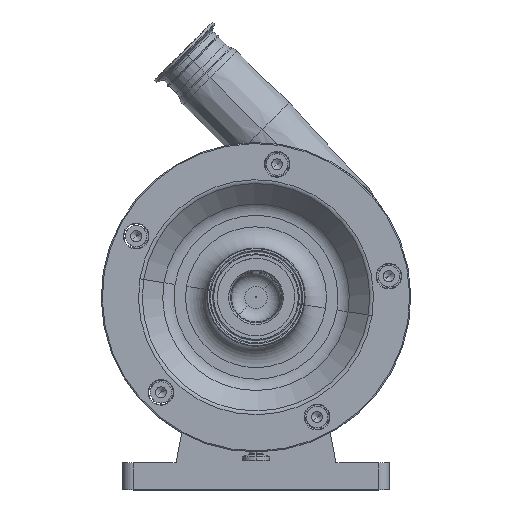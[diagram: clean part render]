
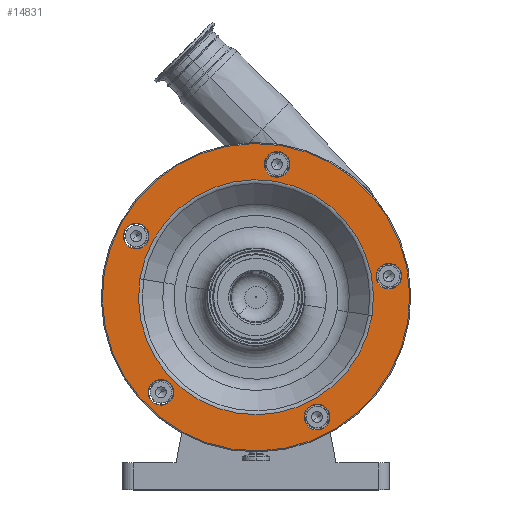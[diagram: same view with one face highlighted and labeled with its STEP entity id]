
A CAD part, top view. The second image highlights one B-rep face of the part: STEP entity #14831.
In plain terms, the highlighted planar face has unit normal (0, 0, 1).
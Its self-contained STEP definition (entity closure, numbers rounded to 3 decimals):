
#408 = EDGE_CURVE ( 'NONE', #3428, #5589, #17884, .T. ) ;
#671 = EDGE_CURVE ( 'NONE', #6624, #1417, #12729, .T. ) ;
#698 = CARTESIAN_POINT ( 'NONE',  ( 0., 180., 220. ) ) ;
#724 = EDGE_CURVE ( 'NONE', #8356, #14834, #8856, .T. ) ;
#781 = CARTESIAN_POINT ( 'NONE',  ( 57.203, 67.733, 220. ) ) ;
#913 = ORIENTED_EDGE ( 'NONE', *, *, #724, .F. ) ;
#995 = ORIENTED_EDGE ( 'NONE', *, *, #16790, .T. ) ;
#1097 = CARTESIAN_POINT ( 'NONE',  ( 124.449, 199.711, 220. ) ) ;
#1417 = VERTEX_POINT ( 'NONE', #17783 ) ;
#1473 = VERTEX_POINT ( 'NONE', #4275 ) ;
#1575 = EDGE_CURVE ( 'NONE', #16116, #17253, #13369, .T. ) ;
#1704 = CIRCLE ( 'NONE', #15783, 144. ) ;
#2043 = DIRECTION ( 'NONE',  ( 0., 0., 1. ) ) ;
#2180 = CARTESIAN_POINT ( 'NONE',  ( -100.948, 92.782, 220. ) ) ;
#2190 = EDGE_LOOP ( 'NONE', ( #12978, #18274 ) ) ;
#2503 = EDGE_LOOP ( 'NONE', ( #18370, #11187 ) ) ;
#2519 = FACE_BOUND ( 'NONE', #2503, .T. ) ;
#2610 = FACE_BOUND ( 'NONE', #2190, .T. ) ;
#2705 = FACE_OUTER_BOUND ( 'NONE', #10328, .T. ) ;
#3145 = CARTESIAN_POINT ( 'NONE',  ( -112.267, 237.203, 220. ) ) ;
#3428 = VERTEX_POINT ( 'NONE', #15897 ) ;
#3640 = DIRECTION ( 'NONE',  ( 0., 0., 1. ) ) ;
#3906 = DIRECTION ( 'NONE',  ( 0., 0., 1. ) ) ;
#3949 = VERTEX_POINT ( 'NONE', #2180 ) ;
#4115 = CARTESIAN_POINT ( 'NONE',  ( -108.716, 197.219, 220. ) ) ;
#4275 = CARTESIAN_POINT ( 'NONE',  ( 142.227, 157.473, 220. ) ) ;
#4306 = FACE_BOUND ( 'NONE', #7304, .T. ) ;
#4401 = AXIS2_PLACEMENT_3D ( 'NONE', #6341, #7469, #13191 ) ;
#4440 = VERTEX_POINT ( 'NONE', #10897 ) ;
#4703 = EDGE_LOOP ( 'NONE', ( #12952, #12710 ) ) ;
#4749 = ORIENTED_EDGE ( 'NONE', *, *, #14908, .F. ) ;
#4930 = DIRECTION ( 'NONE',  ( 0.988, -0.156, 0. ) ) ;
#5271 = EDGE_LOOP ( 'NONE', ( #913, #9241 ) ) ;
#5503 = DIRECTION ( 'NONE',  ( 0.988, -0.156, 0. ) ) ;
#5560 = EDGE_CURVE ( 'NONE', #17253, #16116, #15562, .T. ) ;
#5587 = AXIS2_PLACEMENT_3D ( 'NONE', #18447, #6957, #12593 ) ;
#5589 = VERTEX_POINT ( 'NONE', #13842 ) ;
#5979 = DIRECTION ( 'NONE',  ( 0., 0., 1. ) ) ;
#5985 = CARTESIAN_POINT ( 'NONE',  ( -100.415, 235.326, 220. ) ) ;
#6184 = CIRCLE ( 'NONE', #11268, 12. ) ;
#6341 = CARTESIAN_POINT ( 'NONE',  ( -89.095, 90.905, 220. ) ) ;
#6624 = VERTEX_POINT ( 'NONE', #7512 ) ;
#6686 = AXIS2_PLACEMENT_3D ( 'NONE', #1097, #3906, #5503 ) ;
#6754 = EDGE_CURVE ( 'NONE', #14834, #8356, #16212, .T. ) ;
#6807 = DIRECTION ( 'NONE',  ( 0.988, -0.156, 0. ) ) ;
#6905 = EDGE_CURVE ( 'NONE', #10200, #4440, #6184, .T. ) ;
#6957 = DIRECTION ( 'NONE',  ( 0., 0., 1. ) ) ;
#7051 = EDGE_CURVE ( 'NONE', #17779, #3949, #12458, .T. ) ;
#7225 = CARTESIAN_POINT ( 'NONE',  ( -89.095, 90.905, 220. ) ) ;
#7304 = EDGE_LOOP ( 'NONE', ( #4749, #13441 ) ) ;
#7469 = DIRECTION ( 'NONE',  ( 0., 0., 1. ) ) ;
#7512 = CARTESIAN_POINT ( 'NONE',  ( 45.351, 69.61, 220. ) ) ;
#7627 = CARTESIAN_POINT ( 'NONE',  ( 31.563, 302.572, 220. ) ) ;
#7684 = EDGE_LOOP ( 'NONE', ( #10106, #15079 ) ) ;
#7838 = ORIENTED_EDGE ( 'NONE', *, *, #16265, .T. ) ;
#8136 = CARTESIAN_POINT ( 'NONE',  ( 19.711, 304.449, 220. ) ) ;
#8138 = EDGE_CURVE ( 'NONE', #4440, #10200, #15882, .T. ) ;
#8241 = FACE_BOUND ( 'NONE', #4703, .T. ) ;
#8295 = CIRCLE ( 'NONE', #13089, 144. ) ;
#8339 = DIRECTION ( 'NONE',  ( -0.988, 0.156, 0. ) ) ;
#8356 = VERTEX_POINT ( 'NONE', #16777 ) ;
#8436 = DIRECTION ( 'NONE',  ( 0., 0., -1. ) ) ;
#8856 = CIRCLE ( 'NONE', #13629, 110.071 ) ;
#8970 = DIRECTION ( 'NONE',  ( 0., 0., 1. ) ) ;
#9076 = DIRECTION ( 'NONE',  ( 0.988, -0.156, 0. ) ) ;
#9241 = ORIENTED_EDGE ( 'NONE', *, *, #6754, .F. ) ;
#9535 = AXIS2_PLACEMENT_3D ( 'NONE', #12257, #11116, #6807 ) ;
#10003 = DIRECTION ( 'NONE',  ( 0.988, -0.156, 0. ) ) ;
#10106 = ORIENTED_EDGE ( 'NONE', *, *, #1575, .F. ) ;
#10200 = VERTEX_POINT ( 'NONE', #7627 ) ;
#10328 = EDGE_LOOP ( 'NONE', ( #995, #7838 ) ) ;
#10477 = AXIS2_PLACEMENT_3D ( 'NONE', #8136, #3640, #17840 ) ;
#10648 = CARTESIAN_POINT ( 'NONE',  ( 0., 180., 220. ) ) ;
#10649 = EDGE_CURVE ( 'NONE', #3949, #17779, #17428, .T. ) ;
#10897 = CARTESIAN_POINT ( 'NONE',  ( 7.858, 306.326, 220. ) ) ;
#11116 = DIRECTION ( 'NONE',  ( 0., 0., 1. ) ) ;
#11187 = ORIENTED_EDGE ( 'NONE', *, *, #408, .F. ) ;
#11268 = AXIS2_PLACEMENT_3D ( 'NONE', #17540, #12055, #9076 ) ;
#11618 = DIRECTION ( 'NONE',  ( 0.988, -0.156, 0. ) ) ;
#11702 = DIRECTION ( 'NONE',  ( 0.988, -0.156, 0. ) ) ;
#11803 = CARTESIAN_POINT ( 'NONE',  ( 57.203, 67.733, 220. ) ) ;
#11897 = DIRECTION ( 'NONE',  ( 0., 0., 1. ) ) ;
#12055 = DIRECTION ( 'NONE',  ( 0., 0., 1. ) ) ;
#12100 = AXIS2_PLACEMENT_3D ( 'NONE', #12832, #8436, #8339 ) ;
#12114 = DIRECTION ( 'NONE',  ( 0., 0., 1. ) ) ;
#12257 = CARTESIAN_POINT ( 'NONE',  ( -112.267, 237.203, 220. ) ) ;
#12458 = CIRCLE ( 'NONE', #4401, 12. ) ;
#12469 = DIRECTION ( 'NONE',  ( 0.988, -0.156, 0. ) ) ;
#12593 = DIRECTION ( 'NONE',  ( 0.988, -0.156, 0. ) ) ;
#12710 = ORIENTED_EDGE ( 'NONE', *, *, #8138, .F. ) ;
#12729 = CIRCLE ( 'NONE', #16646, 12. ) ;
#12832 = CARTESIAN_POINT ( 'NONE',  ( 22.527, 322.227, 220. ) ) ;
#12952 = ORIENTED_EDGE ( 'NONE', *, *, #6905, .F. ) ;
#12978 = ORIENTED_EDGE ( 'NONE', *, *, #7051, .F. ) ;
#13089 = AXIS2_PLACEMENT_3D ( 'NONE', #16105, #8970, #4930 ) ;
#13191 = DIRECTION ( 'NONE',  ( 0.988, -0.156, 0. ) ) ;
#13319 = DIRECTION ( 'NONE',  ( 0., 0., 1. ) ) ;
#13369 = CIRCLE ( 'NONE', #15781, 12. ) ;
#13441 = ORIENTED_EDGE ( 'NONE', *, *, #671, .F. ) ;
#13629 = AXIS2_PLACEMENT_3D ( 'NONE', #698, #12114, #17868 ) ;
#13771 = AXIS2_PLACEMENT_3D ( 'NONE', #15937, #5979, #10003 ) ;
#13842 = CARTESIAN_POINT ( 'NONE',  ( 136.301, 197.834, 220. ) ) ;
#14137 = EDGE_CURVE ( 'NONE', #5589, #3428, #14823, .T. ) ;
#14249 = FACE_BOUND ( 'NONE', #7684, .T. ) ;
#14559 = DIRECTION ( 'NONE',  ( 0.988, -0.156, 0. ) ) ;
#14823 = CIRCLE ( 'NONE', #6686, 12. ) ;
#14831 = ADVANCED_FACE ( 'NONE', ( #2519, #4306, #2610, #8241, #15476, #2705, #14249 ), #18314, .F. ) ;
#14834 = VERTEX_POINT ( 'NONE', #4115 ) ;
#14908 = EDGE_CURVE ( 'NONE', #1417, #6624, #16038, .T. ) ;
#14916 = CARTESIAN_POINT ( 'NONE',  ( -77.243, 89.027, 220. ) ) ;
#15079 = ORIENTED_EDGE ( 'NONE', *, *, #5560, .F. ) ;
#15400 = CARTESIAN_POINT ( 'NONE',  ( -124.119, 239.08, 220. ) ) ;
#15476 = FACE_BOUND ( 'NONE', #5271, .T. ) ;
#15562 = CIRCLE ( 'NONE', #9535, 12. ) ;
#15781 = AXIS2_PLACEMENT_3D ( 'NONE', #3145, #16300, #17436 ) ;
#15783 = AXIS2_PLACEMENT_3D ( 'NONE', #10648, #2043, #11702 ) ;
#15882 = CIRCLE ( 'NONE', #10477, 12. ) ;
#15897 = CARTESIAN_POINT ( 'NONE',  ( 112.596, 201.588, 220. ) ) ;
#15937 = CARTESIAN_POINT ( 'NONE',  ( 0., 180., 220. ) ) ;
#16038 = CIRCLE ( 'NONE', #16614, 12. ) ;
#16105 = CARTESIAN_POINT ( 'NONE',  ( 0., 180., 220. ) ) ;
#16116 = VERTEX_POINT ( 'NONE', #5985 ) ;
#16212 = CIRCLE ( 'NONE', #13771, 110.071 ) ;
#16265 = EDGE_CURVE ( 'NONE', #17007, #1473, #1704, .T. ) ;
#16300 = DIRECTION ( 'NONE',  ( 0., 0., 1. ) ) ;
#16614 = AXIS2_PLACEMENT_3D ( 'NONE', #11803, #11897, #11618 ) ;
#16646 = AXIS2_PLACEMENT_3D ( 'NONE', #781, #17964, #12469 ) ;
#16777 = CARTESIAN_POINT ( 'NONE',  ( 108.716, 162.781, 220. ) ) ;
#16790 = EDGE_CURVE ( 'NONE', #1473, #17007, #8295, .T. ) ;
#17007 = VERTEX_POINT ( 'NONE', #17212 ) ;
#17096 = AXIS2_PLACEMENT_3D ( 'NONE', #7225, #13319, #14559 ) ;
#17212 = CARTESIAN_POINT ( 'NONE',  ( -142.227, 202.527, 220. ) ) ;
#17253 = VERTEX_POINT ( 'NONE', #15400 ) ;
#17428 = CIRCLE ( 'NONE', #17096, 12. ) ;
#17436 = DIRECTION ( 'NONE',  ( 0.988, -0.156, 0. ) ) ;
#17540 = CARTESIAN_POINT ( 'NONE',  ( 19.711, 304.449, 220. ) ) ;
#17779 = VERTEX_POINT ( 'NONE', #14916 ) ;
#17783 = CARTESIAN_POINT ( 'NONE',  ( 69.055, 65.856, 220. ) ) ;
#17840 = DIRECTION ( 'NONE',  ( 0.988, -0.156, 0. ) ) ;
#17868 = DIRECTION ( 'NONE',  ( 0.988, -0.156, 0. ) ) ;
#17884 = CIRCLE ( 'NONE', #5587, 12. ) ;
#17964 = DIRECTION ( 'NONE',  ( 0., 0., 1. ) ) ;
#18274 = ORIENTED_EDGE ( 'NONE', *, *, #10649, .F. ) ;
#18314 = PLANE ( 'NONE',  #12100 ) ;
#18370 = ORIENTED_EDGE ( 'NONE', *, *, #14137, .F. ) ;
#18447 = CARTESIAN_POINT ( 'NONE',  ( 124.449, 199.711, 220. ) ) ;
